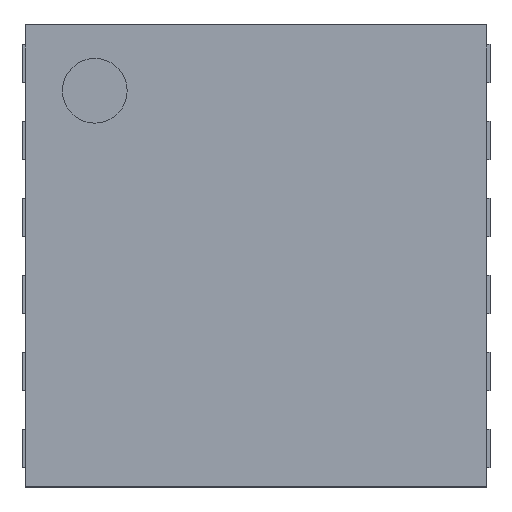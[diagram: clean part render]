
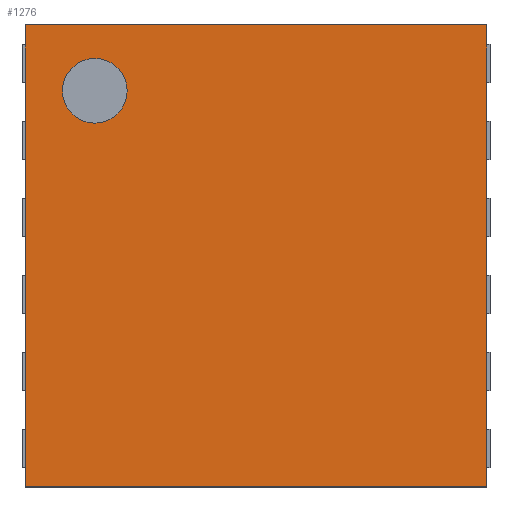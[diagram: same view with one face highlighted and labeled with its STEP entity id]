
A CAD part, top view. The second image highlights one B-rep face of the part: STEP entity #1276.
In plain terms, the highlighted planar face has unit normal (0, 0, 1).
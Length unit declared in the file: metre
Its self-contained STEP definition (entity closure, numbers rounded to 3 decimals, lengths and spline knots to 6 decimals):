
#11=CIRCLE('',#1994,0.00021);
#127=ORIENTED_EDGE('',*,*,#403,.F.);
#128=ORIENTED_EDGE('',*,*,#393,.F.);
#129=ORIENTED_EDGE('',*,*,#397,.T.);
#130=ORIENTED_EDGE('',*,*,#400,.T.);
#131=ORIENTED_EDGE('',*,*,#402,.F.);
#393=EDGE_CURVE('',#539,#540,#657,.T.);
#397=EDGE_CURVE('',#539,#542,#661,.T.);
#400=EDGE_CURVE('',#542,#544,#664,.T.);
#402=EDGE_CURVE('',#540,#544,#666,.T.);
#403=EDGE_CURVE('',#545,#545,#11,.T.);
#539=VERTEX_POINT('',#2495);
#540=VERTEX_POINT('',#2497);
#542=VERTEX_POINT('',#2503);
#544=VERTEX_POINT('',#2509);
#545=VERTEX_POINT('',#2516);
#657=LINE('',#2496,#813);
#661=LINE('',#2504,#817);
#664=LINE('',#2510,#820);
#666=LINE('',#2513,#822);
#813=VECTOR('',#2146,1.);
#817=VECTOR('',#2152,1.);
#820=VECTOR('',#2157,1.);
#822=VECTOR('',#2161,1.);
#953=EDGE_LOOP('',(#127));
#954=EDGE_LOOP('',(#128,#129,#130,#131));
#1035=FACE_BOUND('',#953,.T.);
#1036=FACE_BOUND('',#954,.T.);
#1117=PLANE('',#1993);
#1276=ADVANCED_FACE('',(#1035,#1036),#1117,.T.);
#1993=AXIS2_PLACEMENT_3D('',#2514,#2162,#2163);
#1994=AXIS2_PLACEMENT_3D('',#2515,#2164,#2165);
#2146=DIRECTION('',(0.,-1.,0.));
#2152=DIRECTION('',(-1.,0.,0.));
#2157=DIRECTION('',(0.,-1.,0.));
#2161=DIRECTION('',(-1.,0.,0.));
#2162=DIRECTION('',(0.,0.,1.));
#2163=DIRECTION('',(1.,0.,0.));
#2164=DIRECTION('',(0.,0.,1.));
#2165=DIRECTION('',(1.,0.,0.));
#2495=CARTESIAN_POINT('',(0.0015,0.0015,0.0009));
#2496=CARTESIAN_POINT('',(0.0015,0.,0.0009));
#2497=CARTESIAN_POINT('',(0.0015,-0.0015,0.0009));
#2503=CARTESIAN_POINT('',(-0.0015,0.0015,0.0009));
#2504=CARTESIAN_POINT('',(0.,0.0015,0.0009));
#2509=CARTESIAN_POINT('',(-0.0015,-0.0015,0.0009));
#2510=CARTESIAN_POINT('',(-0.0015,0.,0.0009));
#2513=CARTESIAN_POINT('',(0.,-0.0015,0.0009));
#2514=CARTESIAN_POINT('',(0.,0.,0.0009));
#2515=CARTESIAN_POINT('',(-0.001047,0.001072,0.0009));
#2516=CARTESIAN_POINT('',(-0.000837,0.001072,0.0009));
